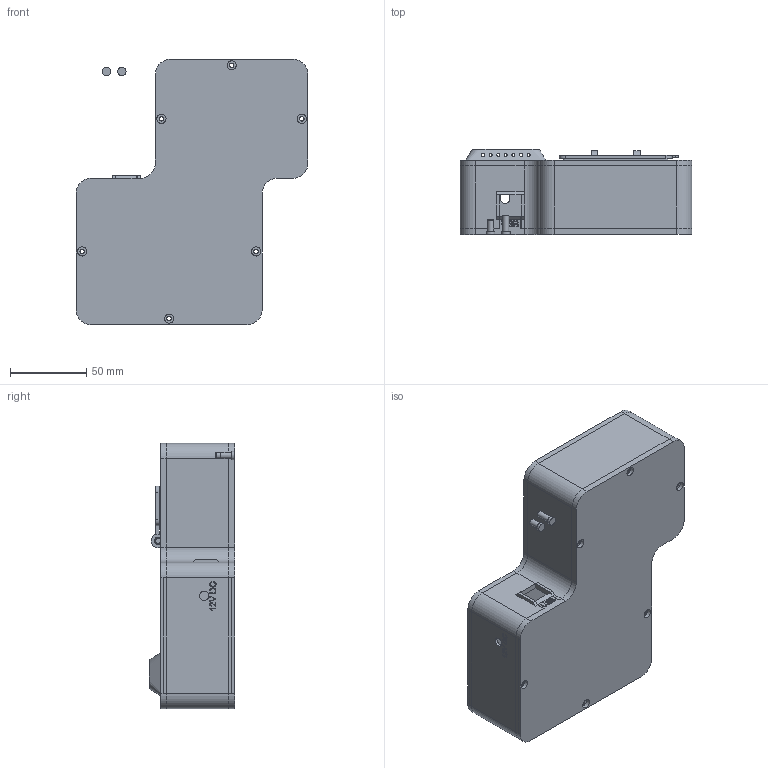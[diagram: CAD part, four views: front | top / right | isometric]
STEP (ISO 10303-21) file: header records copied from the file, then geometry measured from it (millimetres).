
FILE_DESCRIPTION(/* description */ (''),/* implementation_level */ '2;1');
FILE_NAME(/* name */ 'MKS Case release Thingiverse v3.step',/* time_stamp */ '2021-07-19T20:21:02+02:00',/* author */ (''),/* organization */ (''),/* preprocessor_version */ 'ST-DEVELOPER v18.1',/* originating_system */ 'Autodesk Translation Framework v10.9.0.1377',/* authorisation */ '');
FILE_SCHEMA (('AUTOMOTIVE_DESIGN { 1 0 10303 214 3 1 1 }'));
Products named in the file (1): MKS Case release Thingiverse
Bounding box: 152 x 56 x 174 mm (x, y, z)
Volume: 134550.3 mm3; surface area: 156204.3 mm2
Topology: 9 solids, 9 shells, 1540 faces, 4280 edges, 2838 vertices
Faces by surface type: plane 798, bspline 565, cylinder 166, cone 11
Full cylindrical faces by diameter (mm): 2 x14, 2.85 x19, 3 x13, 3.5 x5, 4 x2, 4.5 x6, 5.5 x2, 6 x13, 7 x6, 23 x2
Entity records: 53348 total; most frequent: CARTESIAN_POINT 17440, ORIENTED_EDGE 8560, DIRECTION 5321, EDGE_CURVE 4280, VERTEX_POINT 2838, LINE 2719, VECTOR 2719, EDGE_LOOP 1736
